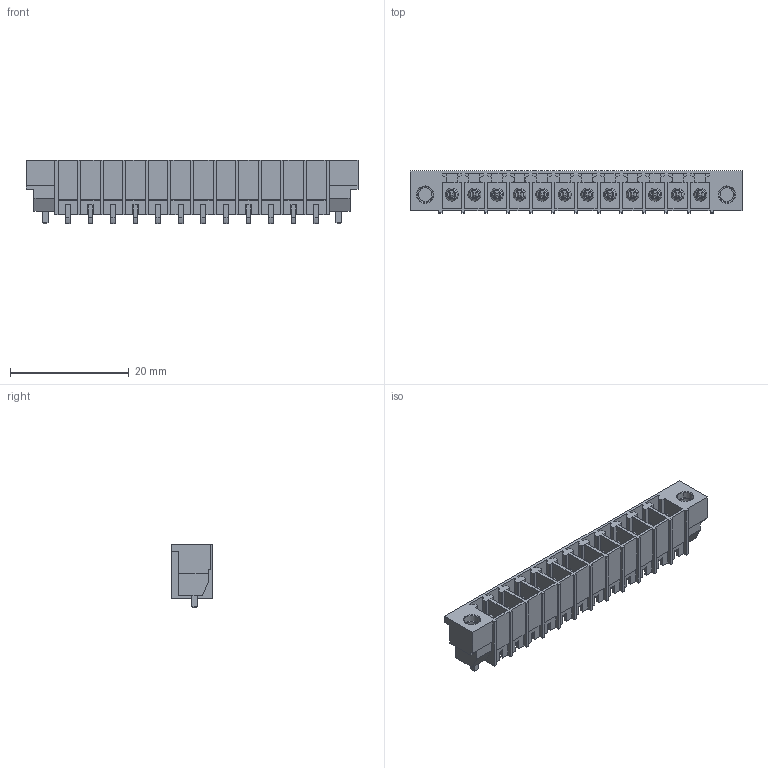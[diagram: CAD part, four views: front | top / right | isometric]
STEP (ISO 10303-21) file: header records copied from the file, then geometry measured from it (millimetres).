
FILE_DESCRIPTION(('CATIA V5 STEP Exchange','CAx-IF Rec.Pracs.--- Model Styling and Organization---1.2---2011-12-15'),'2;1');
FILE_NAME ('D1457749_0_1864170000_1864170000.stp','2018-10-12T11:17:57+00:00',('none'),('Weidmueller'),'CATIA Version 5-6 Release 2014','CATIA V5 STEP AP214','none');
FILE_SCHEMA(('AUTOMOTIVE_DESIGN { 1 0 10303 214 1 1 1 1 }'));
Length unit declared in the file: millimetre
Products named in the file (1): 1864170000
Bounding box: 56.01 x 7.07 x 10.7 mm (x, y, z)
Volume: 1514.2 mm3; surface area: 4624.8 mm2
Topology: 15 solids, 15 shells, 868 faces, 2454 edges, 1656 vertices
Faces by surface type: plane 690, cylinder 126, cone 28, torus 24
Entity records: 25645 total; most frequent: ORIENTED_EDGE 4908, CARTESIAN_POINT 4719, DIRECTION 3322, EDGE_CURVE 2454, VECTOR 2098, LINE 2098, VERTEX_POINT 1656, EDGE_LOOP 932
